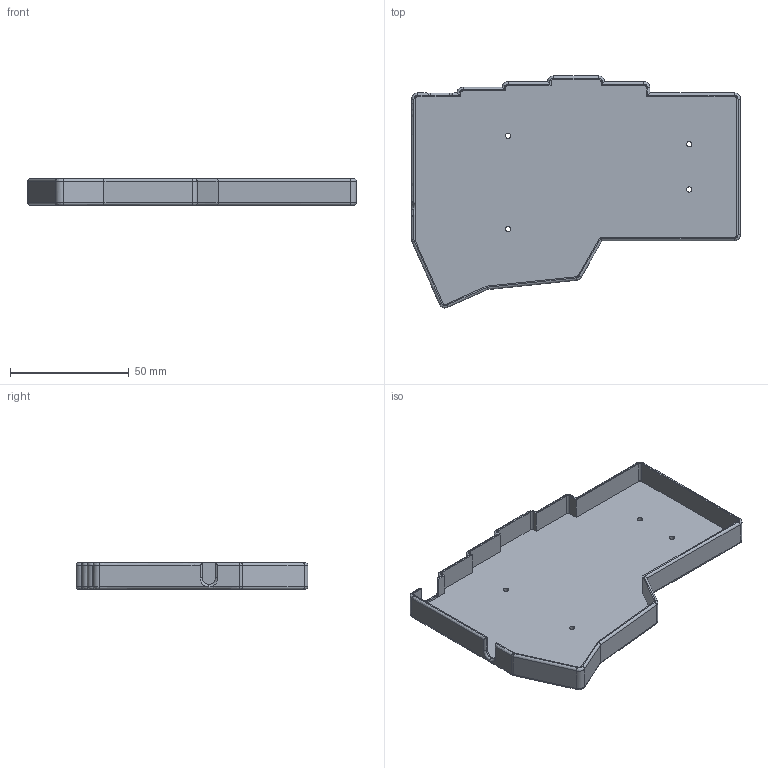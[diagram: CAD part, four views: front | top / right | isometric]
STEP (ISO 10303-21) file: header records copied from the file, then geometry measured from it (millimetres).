
FILE_DESCRIPTION(/* description */ (''),/* implementation_level */ '2;1');
FILE_NAME(/* name */ 'Corne V4 3x6 Right Case',/* time_stamp */ '2024-06-01T18:11:24+12:00',/* author */ (''),/* organization */ (''),/* preprocessor_version */ 'ST-DEVELOPER v16.5',/* originating_system */ 'Rhino 7.37',/* authorisation */ '');
FILE_SCHEMA (('AUTOMOTIVE_DESIGN_CC2'));
Length unit declared in the file: millimetre
Products named in the file (1): Document
Bounding box: 138.35 x 97.62 x 11.1 mm (x, y, z)
Volume: 26378.9 mm3; surface area: 29072.2 mm2
Topology: 1 solids, 1 shells, 133 faces, 330 edges, 199 vertices
Faces by surface type: bspline 53, plane 43, cylinder 37
Full cylindrical faces by diameter (mm): 2.2 x4
Entity records: 7643 total; most frequent: CARTESIAN_POINT 5466, ORIENTED_EDGE 660, EDGE_CURVE 330, B_SPLINE_CURVE_WITH_KNOTS 255, VERTEX_POINT 199, EDGE_LOOP 141, ADVANCED_FACE 133, FACE_OUTER_BOUND 133
